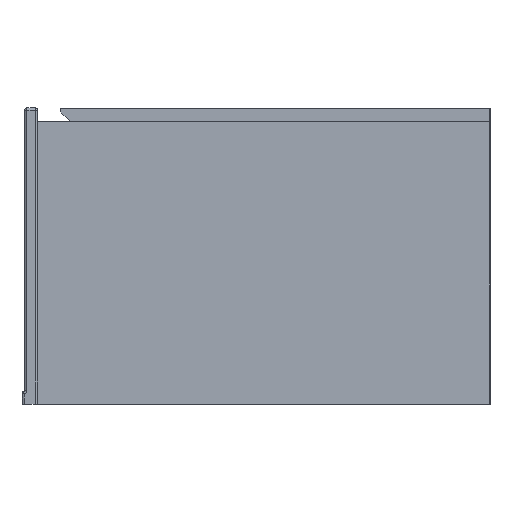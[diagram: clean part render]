
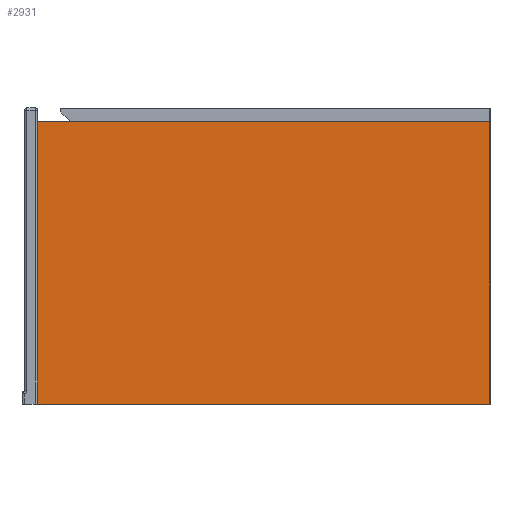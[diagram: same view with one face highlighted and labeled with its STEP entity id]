
A CAD part, left-side view. The second image highlights one B-rep face of the part: STEP entity #2931.
In plain terms, the highlighted planar face has unit normal (-1, 0, 0).
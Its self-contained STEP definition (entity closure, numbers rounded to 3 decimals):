
#224 = DIRECTION ( 'NONE',  ( 0., 1., 0. ) ) ;
#547 = LINE ( 'NONE', #940, #3453 ) ;
#706 = DIRECTION ( 'NONE',  ( 0., 0., -1. ) ) ;
#940 = CARTESIAN_POINT ( 'NONE',  ( -369., 275., 0. ) ) ;
#1053 = EDGE_CURVE ( 'NONE', #3743, #2846, #3235, .T. ) ;
#1139 = ORIENTED_EDGE ( 'NONE', *, *, #2747, .F. ) ;
#1305 = VECTOR ( 'NONE', #706, 1000. ) ;
#1439 = EDGE_CURVE ( 'NONE', #4715, #2846, #547, .T. ) ;
#1527 = CARTESIAN_POINT ( 'NONE',  ( -369., -275., 343. ) ) ;
#1912 = VECTOR ( 'NONE', #3374, 1000. ) ;
#1970 = CARTESIAN_POINT ( 'NONE',  ( -369., 275., 0. ) ) ;
#2026 = PLANE ( 'NONE',  #4767 ) ;
#2201 = LINE ( 'NONE', #3399, #4185 ) ;
#2336 = EDGE_LOOP ( 'NONE', ( #4740, #1139, #3446, #3976 ) ) ;
#2747 = EDGE_CURVE ( 'NONE', #4431, #4715, #2201, .T. ) ;
#2764 = DIRECTION ( 'NONE',  ( -1., 0., 0. ) ) ;
#2846 = VERTEX_POINT ( 'NONE', #1970 ) ;
#2931 = ADVANCED_FACE ( 'NONE', ( #3113 ), #2026, .T. ) ;
#3113 = FACE_OUTER_BOUND ( 'NONE', #2336, .T. ) ;
#3180 = CARTESIAN_POINT ( 'NONE',  ( -369., 275., 343. ) ) ;
#3235 = LINE ( 'NONE', #3180, #1305 ) ;
#3305 = LINE ( 'NONE', #4513, #1912 ) ;
#3374 = DIRECTION ( 'NONE',  ( 0., 1., 0. ) ) ;
#3399 = CARTESIAN_POINT ( 'NONE',  ( -369., -275., 343. ) ) ;
#3446 = ORIENTED_EDGE ( 'NONE', *, *, #4416, .T. ) ;
#3453 = VECTOR ( 'NONE', #224, 1000. ) ;
#3554 = CARTESIAN_POINT ( 'NONE',  ( -369., 275., 343. ) ) ;
#3743 = VERTEX_POINT ( 'NONE', #4387 ) ;
#3976 = ORIENTED_EDGE ( 'NONE', *, *, #1053, .T. ) ;
#4072 = DIRECTION ( 'NONE',  ( 0., 0., -1. ) ) ;
#4185 = VECTOR ( 'NONE', #4072, 1000. ) ;
#4298 = CARTESIAN_POINT ( 'NONE',  ( -369., -275., 0. ) ) ;
#4387 = CARTESIAN_POINT ( 'NONE',  ( -369., 275., 343. ) ) ;
#4416 = EDGE_CURVE ( 'NONE', #4431, #3743, #3305, .T. ) ;
#4431 = VERTEX_POINT ( 'NONE', #1527 ) ;
#4513 = CARTESIAN_POINT ( 'NONE',  ( -369., 275., 343. ) ) ;
#4630 = DIRECTION ( 'NONE',  ( 0., -1., 0. ) ) ;
#4715 = VERTEX_POINT ( 'NONE', #4298 ) ;
#4740 = ORIENTED_EDGE ( 'NONE', *, *, #1439, .F. ) ;
#4767 = AXIS2_PLACEMENT_3D ( 'NONE', #3554, #2764, #4630 ) ;
